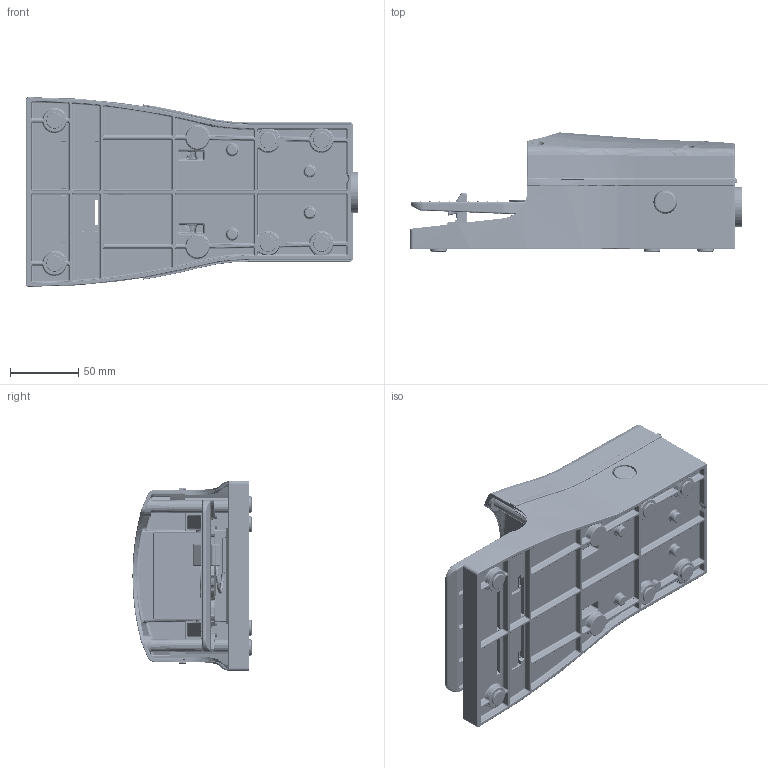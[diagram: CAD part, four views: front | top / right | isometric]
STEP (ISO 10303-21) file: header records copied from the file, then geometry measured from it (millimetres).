
FILE_DESCRIPTION(( 'PEDS 502 BA.STEP' ), '1');
FILE_NAME( 'PEDS 502 BA.STEP', '2019-03-04T12:06:07',( 'Sopra'),('sopra-pneumatic.com'), 'SwSTEP 2.0','SolidWorks 2009','' );
FILE_SCHEMA (( 'AUTOMOTIVE_DESIGN' ));
Length unit declared in the file: millimetre
Products named in the file (1): 1_140_4n
Bounding box: 243.9 x 87.47 x 139.42 mm (x, y, z)
Volume: 399669.9 mm3; surface area: 256729.1 mm2
Topology: 15 solids, 15 shells, 4723 faces, 11523 edges, 6708 vertices
Faces by surface type: cylinder 1636, bspline 1237, plane 1006, cone 499, sphere 197, torus 148
Entity records: 301886 total; most frequent: CARTESIAN_POINT 152087, ORIENTED_EDGE 22598, DIRECTION 17614, EDGE_CURVE 11299, AXIS2_PLACEMENT_3D 6880, VERTEX_POINT 6682, EDGE_LOOP 4839, UNCERTAINTY_MEASURE_WITH_UNIT 4739
